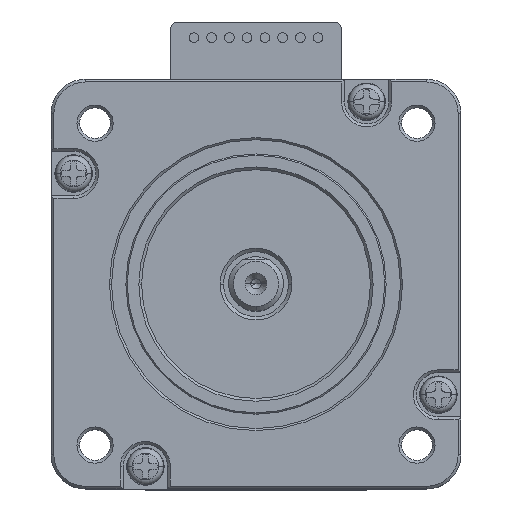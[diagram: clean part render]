
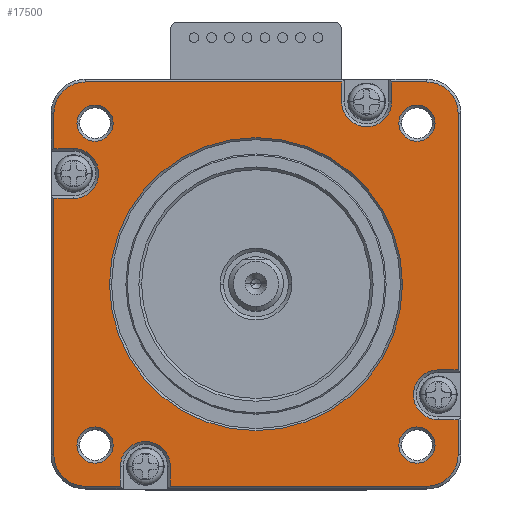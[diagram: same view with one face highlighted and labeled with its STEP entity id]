
A CAD part, top view. The second image highlights one B-rep face of the part: STEP entity #17500.
In plain terms, the highlighted planar face has unit normal (0, 0, 1).
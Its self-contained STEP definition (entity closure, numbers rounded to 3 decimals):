
#11590=CARTESIAN_POINT('',(26.7,-19.85,0.));
#11600=VERTEX_POINT('',#11590);
#11630=CARTESIAN_POINT('',(26.7,-16.2,0.));
#11640=DIRECTION('',(-0.,-0.,-1.));
#11650=DIRECTION('',(1.,0.,0.));
#11660=AXIS2_PLACEMENT_3D('',#11630,#11640,#11650);
#11670=CIRCLE('',#11660,3.65);
#11680=CARTESIAN_POINT('',(26.7,-12.55,0.));
#11690=VERTEX_POINT('',#11680);
#11700=EDGE_CURVE('',#11600,#11690,#11670,.T.);
#11910=CARTESIAN_POINT('',(29.6,-19.85,0.));
#11920=VERTEX_POINT('',#11910);
#11950=CARTESIAN_POINT('',(0.,-19.85,0.));
#11960=DIRECTION('',(1.,0.,-0.));
#11970=VECTOR('',#11960,1.);
#11980=LINE('',#11950,#11970);
#11990=EDGE_CURVE('',#11600,#11920,#11980,.T.);
#13870=CARTESIAN_POINT('',(29.6,-12.55,0.));
#13880=VERTEX_POINT('',#13870);
#13910=CARTESIAN_POINT('',(29.6,0.,0.));
#13920=DIRECTION('',(0.,1.,-0.));
#13930=VECTOR('',#13920,1.);
#13940=LINE('',#13910,#13930);
#13950=CARTESIAN_POINT('',(29.6,25.,
0.));
#13960=VERTEX_POINT('',#13950);
#13970=EDGE_CURVE('',#13880,#13960,#13940,.T.);
#14180=CARTESIAN_POINT('',(29.6,-25.,0.));
#14190=VERTEX_POINT('',#14180);
#14220=CARTESIAN_POINT('',(29.6,0.,0.));
#14230=DIRECTION('',(0.,1.,-0.));
#14240=VECTOR('',#14230,1.);
#14250=LINE('',#14220,#14240);
#14260=EDGE_CURVE('',#14190,#11920,#14250,.T.);
#14960=CARTESIAN_POINT('',(0.,-12.55,0.));
#14970=DIRECTION('',(-1.,0.,0.));
#14980=VECTOR('',#14970,1.);
#14990=LINE('',#14960,#14980);
#15000=EDGE_CURVE('',#13880,#11690,#14990,.T.);
#15060=CARTESIAN_POINT('',(-29.6,-29.6,0.));
#15070=DIRECTION('',(0.,0.,1.));
#15080=DIRECTION('',(1.,0.,-0.));
#15090=AXIS2_PLACEMENT_3D('',#15060,#15070,#15080);
#15100=PLANE('',#15090);
#15110=CARTESIAN_POINT('',(12.55,0.,0.));
#15120=DIRECTION('',(0.,-1.,-0.));
#15130=VECTOR('',#15120,1.);
#15140=LINE('',#15110,#15130);
#15150=CARTESIAN_POINT('',(12.55,29.6,0.));
#15160=VERTEX_POINT('',#15150);
#15170=CARTESIAN_POINT('',(12.55,26.7,0.));
#15180=VERTEX_POINT('',#15170);
#15190=EDGE_CURVE('',#15160,#15180,#15140,.T.);
#15200=ORIENTED_EDGE('',*,*,#15190,.F.);
#15210=CARTESIAN_POINT('',(16.2,26.7,0.));
#15220=DIRECTION('',(-0.,-0.,-1.));
#15230=DIRECTION('',(1.,0.,0.));
#15240=AXIS2_PLACEMENT_3D('',#15210,#15220,#15230);
#15250=CIRCLE('',#15240,3.65);
#15260=CARTESIAN_POINT('',(19.85,26.7,0.));
#15270=VERTEX_POINT('',#15260);
#15280=EDGE_CURVE('',#15270,#15180,#15250,.T.);
#15290=ORIENTED_EDGE('',*,*,#15280,.T.);
#15300=CARTESIAN_POINT('',(19.85,0.,-0.));
#15310=DIRECTION('',(0.,1.,-0.));
#15320=VECTOR('',#15310,1.);
#15330=LINE('',#15300,#15320);
#15340=CARTESIAN_POINT('',(19.85,29.6,0.));
#15350=VERTEX_POINT('',#15340);
#15360=EDGE_CURVE('',#15270,#15350,#15330,.T.);
#15370=ORIENTED_EDGE('',*,*,#15360,.F.);
#15380=CARTESIAN_POINT('',(0.,29.6,0.));
#15390=DIRECTION('',(-1.,-0.,-0.));
#15400=VECTOR('',#15390,1.);
#15410=LINE('',#15380,#15400);
#15420=CARTESIAN_POINT('',(25.,29.6,0.));
#15430=VERTEX_POINT('',#15420);
#15440=EDGE_CURVE('',#15430,#15350,#15410,.T.);
#15450=ORIENTED_EDGE('',*,*,#15440,.T.);
#15460=CARTESIAN_POINT('',(25.,25.,0.));
#15470=DIRECTION('',(-0.,-0.,1.));
#15480=DIRECTION('',(-1.,0.,-0.));
#15490=AXIS2_PLACEMENT_3D('',#15460,#15470,#15480);
#15500=CIRCLE('',#15490,4.6);
#15510=EDGE_CURVE('',#13960,#15430,#15500,.T.);
#15520=ORIENTED_EDGE('',*,*,#15510,.T.);
#15530=ORIENTED_EDGE('',*,*,#13970,.T.);
#15540=ORIENTED_EDGE('',*,*,#15000,.F.);
#15550=ORIENTED_EDGE('',*,*,#11700,.T.);
#15560=ORIENTED_EDGE('',*,*,#11990,.F.);
#15570=ORIENTED_EDGE('',*,*,#14260,.T.);
#15580=CARTESIAN_POINT('',(25.,-25.,0.));
#15590=DIRECTION('',(-0.,-0.,1.));
#15600=DIRECTION('',(-1.,0.,-0.));
#15610=AXIS2_PLACEMENT_3D('',#15580,#15590,#15600);
#15620=CIRCLE('',#15610,4.6);
#15630=CARTESIAN_POINT('',(25.,-29.6,0.));
#15640=VERTEX_POINT('',#15630);
#15650=EDGE_CURVE('',#15640,#14190,#15620,.T.);
#15660=ORIENTED_EDGE('',*,*,#15650,.T.);
#15670=CARTESIAN_POINT('',(0.,-29.6,0.));
#15680=DIRECTION('',(1.,-0.,-0.));
#15690=VECTOR('',#15680,1.);
#15700=LINE('',#15670,#15690);
#15710=CARTESIAN_POINT('',(-12.55,-29.6,0.));
#15720=VERTEX_POINT('',#15710);
#15730=EDGE_CURVE('',#15720,#15640,#15700,.T.);
#15740=ORIENTED_EDGE('',*,*,#15730,.T.);
#15750=CARTESIAN_POINT('',(-12.55,0.,0.));
#15760=DIRECTION('',(0.,1.,-0.));
#15770=VECTOR('',#15760,1.);
#15780=LINE('',#15750,#15770);
#15790=CARTESIAN_POINT('',(-12.55,-26.7,
0.));
#15800=VERTEX_POINT('',#15790);
#15810=EDGE_CURVE('',#15720,#15800,#15780,.T.);
#15820=ORIENTED_EDGE('',*,*,#15810,.F.);
#15830=CARTESIAN_POINT('',(-16.2,-26.7,0.));
#15840=DIRECTION('',(-0.,-0.,-1.));
#15850=DIRECTION('',(1.,0.,0.));
#15860=AXIS2_PLACEMENT_3D('',#15830,#15840,#15850);
#15870=CIRCLE('',#15860,3.65);
#15880=CARTESIAN_POINT('',(-19.85,-26.7,0.));
#15890=VERTEX_POINT('',#15880);
#15900=EDGE_CURVE('',#15890,#15800,#15870,.T.);
#15910=ORIENTED_EDGE('',*,*,#15900,.T.);
#15920=CARTESIAN_POINT('',(-19.85,0.,0.));
#15930=DIRECTION('',(0.,-1.,-0.));
#15940=VECTOR('',#15930,1.);
#15950=LINE('',#15920,#15940);
#15960=CARTESIAN_POINT('',(-19.85,-29.6,0.));
#15970=VERTEX_POINT('',#15960);
#15980=EDGE_CURVE('',#15890,#15970,#15950,.T.);
#15990=ORIENTED_EDGE('',*,*,#15980,.F.);
#16000=CARTESIAN_POINT('',(0.,-29.6,0.));
#16010=DIRECTION('',(1.,-0.,-0.));
#16020=VECTOR('',#16010,1.);
#16030=LINE('',#16000,#16020);
#16040=CARTESIAN_POINT('',(-25.,-29.6,0.));
#16050=VERTEX_POINT('',#16040);
#16060=EDGE_CURVE('',#16050,#15970,#16030,.T.);
#16070=ORIENTED_EDGE('',*,*,#16060,.T.);
#16080=CARTESIAN_POINT('',(-25.,-25.,0.));
#16090=DIRECTION('',(-0.,-0.,1.));
#16100=DIRECTION('',(-1.,0.,-0.));
#16110=AXIS2_PLACEMENT_3D('',#16080,#16090,#16100);
#16120=CIRCLE('',#16110,4.6);
#16130=CARTESIAN_POINT('',(-29.6,-25.,0.));
#16140=VERTEX_POINT('',#16130);
#16150=EDGE_CURVE('',#16140,#16050,#16120,.T.);
#16160=ORIENTED_EDGE('',*,*,#16150,.T.);
#16170=CARTESIAN_POINT('',(-29.6,0.,0.));
#16180=DIRECTION('',(0.,-1.,-0.));
#16190=VECTOR('',#16180,1.);
#16200=LINE('',#16170,#16190);
#16210=CARTESIAN_POINT('',(-29.6,12.55,0.));
#16220=VERTEX_POINT('',#16210);
#16230=EDGE_CURVE('',#16220,#16140,#16200,.T.);
#16240=ORIENTED_EDGE('',*,*,#16230,.T.);
#16250=CARTESIAN_POINT('',(0.,12.55,-0.));
#16260=DIRECTION('',(1.,-0.,-0.));
#16270=VECTOR('',#16260,1.);
#16280=LINE('',#16250,#16270);
#16290=CARTESIAN_POINT('',(-26.7,12.55,0.))
;
#16300=VERTEX_POINT('',#16290);
#16310=EDGE_CURVE('',#16220,#16300,#16280,.T.);
#16320=ORIENTED_EDGE('',*,*,#16310,.F.);
#16330=CARTESIAN_POINT('',(-26.7,16.2,0.));
#16340=DIRECTION('',(-0.,-0.,-1.));
#16350=DIRECTION('',(1.,0.,0.));
#16360=AXIS2_PLACEMENT_3D('',#16330,#16340,#16350);
#16370=CIRCLE('',#16360,3.65);
#16380=CARTESIAN_POINT('',(-26.7,19.85,0.));
#16390=VERTEX_POINT('',#16380);
#16400=EDGE_CURVE('',#16390,#16300,#16370,.T.);
#16410=ORIENTED_EDGE('',*,*,#16400,.T.);
#16420=CARTESIAN_POINT('',(0.,19.85,0.));
#16430=DIRECTION('',(-1.,-0.,-0.));
#16440=VECTOR('',#16430,1.);
#16450=LINE('',#16420,#16440);
#16460=CARTESIAN_POINT('',(-29.6,19.85,0.));
#16470=VERTEX_POINT('',#16460);
#16480=EDGE_CURVE('',#16390,#16470,#16450,.T.);
#16490=ORIENTED_EDGE('',*,*,#16480,.F.);
#16500=CARTESIAN_POINT('',(-29.6,0.,0.));
#16510=DIRECTION('',(0.,-1.,-0.));
#16520=VECTOR('',#16510,1.);
#16530=LINE('',#16500,#16520);
#16540=CARTESIAN_POINT('',(-29.6,25.,0.));
#16550=VERTEX_POINT('',#16540);
#16560=EDGE_CURVE('',#16550,#16470,#16530,.T.);
#16570=ORIENTED_EDGE('',*,*,#16560,.T.);
#16580=CARTESIAN_POINT('',(-25.,25.,0.));
#16590=DIRECTION('',(-0.,-0.,1.));
#16600=DIRECTION('',(-1.,0.,-0.));
#16610=AXIS2_PLACEMENT_3D('',#16580,#16590,#16600);
#16620=CIRCLE('',#16610,4.6);
#16630=CARTESIAN_POINT('',(-25.,29.6,0.));
#16640=VERTEX_POINT('',#16630);
#16650=EDGE_CURVE('',#16640,#16550,#16620,.T.);
#16660=ORIENTED_EDGE('',*,*,#16650,.T.);
#16670=CARTESIAN_POINT('',(0.,29.6,0.));
#16680=DIRECTION('',(-1.,-0.,-0.));
#16690=VECTOR('',#16680,1.);
#16700=LINE('',#16670,#16690);
#16710=EDGE_CURVE('',#15160,#16640,#16700,.T.);
#16720=ORIENTED_EDGE('',*,*,#16710,.T.);
#16730=EDGE_LOOP('',(#16720,#16660,#16570,#16490,#16410,#16320,#16240,
#16160,#16070,#15990,#15910,#15820,#15740,#15660,#15570,#15560,#15550,
#15540,#15530,#15520,#15450,#15370,#15290,#15200));
#16740=FACE_OUTER_BOUND('',#16730,.T.);
#16750=CARTESIAN_POINT('',(0.,0.,
0.));
#16760=DIRECTION('',(-0.,-0.,-1.));
#16770=DIRECTION('',(1.,0.,0.));
#16780=AXIS2_PLACEMENT_3D('',#16750,#16760,#16770);
#16790=CIRCLE('',#16780,21.45);
#16800=CARTESIAN_POINT('',(-21.45,0.,0.));
#16810=VERTEX_POINT('',#16800);
#16820=CARTESIAN_POINT('',(21.45,0.,
0.));
#16830=VERTEX_POINT('',#16820);
#16840=EDGE_CURVE('',#16810,#16830,#16790,.T.);
#16850=ORIENTED_EDGE('',*,*,#16840,.T.);
#16860=EDGE_CURVE('',#16830,#16810,#16790,.T.);
#16870=ORIENTED_EDGE('',*,*,#16860,.T.);
#16880=EDGE_LOOP('',(#16870,#16850));
#16890=FACE_BOUND('',#16880,.T.);
#16900=CARTESIAN_POINT('',(-23.57,-23.57,0.));
#16910=DIRECTION('',(-0.,-0.,-1.));
#16920=DIRECTION('',(1.,0.,0.));
#16930=AXIS2_PLACEMENT_3D('',#16900,#16910,#16920);
#16940=CIRCLE('',#16930,2.65);
#16950=CARTESIAN_POINT('',(-26.22,-23.57,0.));
#16960=VERTEX_POINT('',#16950);
#16970=CARTESIAN_POINT('',(-20.92,-23.57,0.));
#16980=VERTEX_POINT('',#16970);
#16990=EDGE_CURVE('',#16960,#16980,#16940,.T.);
#17000=ORIENTED_EDGE('',*,*,#16990,.T.);
#17010=EDGE_CURVE('',#16980,#16960,#16940,.T.);
#17020=ORIENTED_EDGE('',*,*,#17010,.T.);
#17030=EDGE_LOOP('',(#17020,#17000));
#17040=FACE_BOUND('',#17030,.T.);
#17050=CARTESIAN_POINT('',(23.57,-23.57,0.));
#17060=DIRECTION('',(-0.,-0.,-1.));
#17070=DIRECTION('',(1.,0.,0.));
#17080=AXIS2_PLACEMENT_3D('',#17050,#17060,#17070);
#17090=CIRCLE('',#17080,2.65);
#17100=CARTESIAN_POINT('',(20.92,-23.57,0.));
#17110=VERTEX_POINT('',#17100);
#17120=CARTESIAN_POINT('',(26.22,-23.57,0.));
#17130=VERTEX_POINT('',#17120);
#17140=EDGE_CURVE('',#17110,#17130,#17090,.T.);
#17150=ORIENTED_EDGE('',*,*,#17140,.T.);
#17160=EDGE_CURVE('',#17130,#17110,#17090,.T.);
#17170=ORIENTED_EDGE('',*,*,#17160,.T.);
#17180=EDGE_LOOP('',(#17170,#17150));
#17190=FACE_BOUND('',#17180,.T.);
#17200=CARTESIAN_POINT('',(23.57,23.57,0.));
#17210=DIRECTION('',(-0.,-0.,-1.));
#17220=DIRECTION('',(1.,0.,0.));
#17230=AXIS2_PLACEMENT_3D('',#17200,#17210,#17220);
#17240=CIRCLE('',#17230,2.65);
#17250=CARTESIAN_POINT('',(20.92,23.57,0.));
#17260=VERTEX_POINT('',#17250);
#17270=CARTESIAN_POINT('',(26.22,23.57,0.));
#17280=VERTEX_POINT('',#17270);
#17290=EDGE_CURVE('',#17260,#17280,#17240,.T.);
#17300=ORIENTED_EDGE('',*,*,#17290,.T.);
#17310=EDGE_CURVE('',#17280,#17260,#17240,.T.);
#17320=ORIENTED_EDGE('',*,*,#17310,.T.);
#17330=EDGE_LOOP('',(#17320,#17300));
#17340=FACE_BOUND('',#17330,.T.);
#17350=CARTESIAN_POINT('',(-23.57,23.57,0.));
#17360=DIRECTION('',(-0.,-0.,-1.));
#17370=DIRECTION('',(1.,0.,0.));
#17380=AXIS2_PLACEMENT_3D('',#17350,#17360,#17370);
#17390=CIRCLE('',#17380,2.65);
#17400=CARTESIAN_POINT('',(-20.92,23.57,0.));
#17410=VERTEX_POINT('',#17400);
#17420=CARTESIAN_POINT('',(-26.22,23.57,0.));
#17430=VERTEX_POINT('',#17420);
#17440=EDGE_CURVE('',#17410,#17430,#17390,.T.);
#17450=ORIENTED_EDGE('',*,*,#17440,.T.);
#17460=EDGE_CURVE('',#17430,#17410,#17390,.T.);
#17470=ORIENTED_EDGE('',*,*,#17460,.T.);
#17480=EDGE_LOOP('',(#17470,#17450));
#17490=FACE_BOUND('',#17480,.T.);
#17500=ADVANCED_FACE('',(#16740,#16890,#17040,#17190,#17340,#17490),
#15100,.T.);
